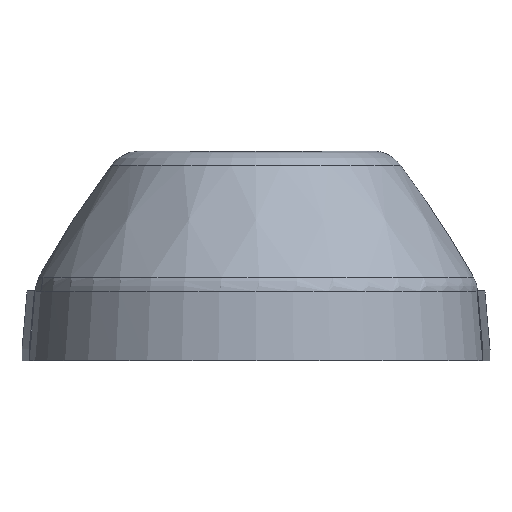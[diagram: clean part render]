
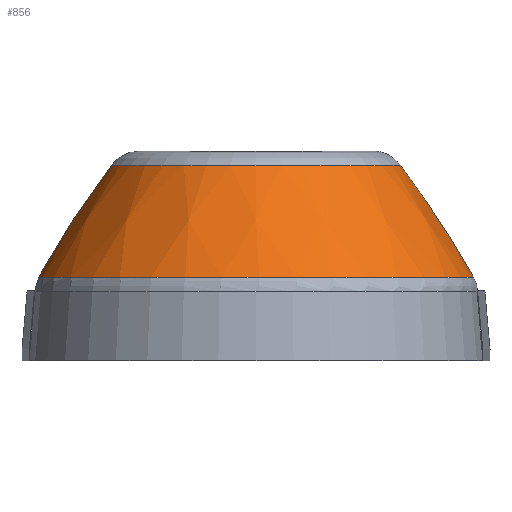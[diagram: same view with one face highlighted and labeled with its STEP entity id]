
A CAD part, front view. The second image highlights one B-rep face of the part: STEP entity #856.
In plain terms, the highlighted free-form (B-spline) face has degree [2, 2] with [3, 9] control points.
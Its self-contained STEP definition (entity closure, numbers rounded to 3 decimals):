
#15=(
BOUNDED_SURFACE()
B_SPLINE_SURFACE(2,2,((#1630,#1631,#1632,#1633,#1634,#1635,#1636,#1637,
#1638),(#1639,#1640,#1641,#1642,#1643,#1644,#1645,#1646,#1647),(#1648,#1649,
#1650,#1651,#1652,#1653,#1654,#1655,#1656)),.UNSPECIFIED.,.F.,.T.,.F.)
B_SPLINE_SURFACE_WITH_KNOTS((3,3),(3,2,2,2,3),(-0.641,-0.513),
(-3.142,-1.571,0.,1.571,3.142),
 .UNSPECIFIED.)
GEOMETRIC_REPRESENTATION_ITEM()
RATIONAL_B_SPLINE_SURFACE(((1.,0.707,1.,0.707,1.,
0.707,1.,0.707,1.),(0.998,0.706,
0.998,0.706,0.998,0.706,0.998,
0.706,0.998),(1.,0.707,1.,0.707,
1.,0.707,1.,0.707,1.)))
REPRESENTATION_ITEM('')
SURFACE()
);
#59=CIRCLE('',#915,18.644);
#60=CIRCLE('',#916,18.644);
#74=CIRCLE('',#943,12.688);
#75=CIRCLE('',#946,12.688);
#90=CIRCLE('',#967,12.397);
#91=CIRCLE('',#968,12.397);
#93=CIRCLE('',#970,90.);
#153=FACE_OUTER_BOUND('',#206,.T.);
#206=EDGE_LOOP('',(#676,#677,#678,#679,#680,#681,#682,#683,#684,#685,#686,
#687));
#243=B_SPLINE_CURVE_WITH_KNOTS('',3,(#1380,#1381,#1382,#1383,#1384,#1385),
 .UNSPECIFIED.,.F.,.F.,(4,2,4),(-25.813,-25.568,-25.152),
 .UNSPECIFIED.);
#247=B_SPLINE_CURVE_WITH_KNOTS('',3,(#1490,#1491,#1492,#1493,#1494,#1495),
 .UNSPECIFIED.,.F.,.F.,(4,2,4),(-25.813,-25.568,-25.152),
 .UNSPECIFIED.);
#248=B_SPLINE_CURVE_WITH_KNOTS('',3,(#1519,#1520,#1521,#1522,#1523,#1524,
#1525,#1526,#1527,#1528,#1529,#1530,#1531),.UNSPECIFIED.,.F.,.F.,(4,3,3,
3,4),(0.,0.142,0.191,0.33,0.382),
 .UNSPECIFIED.);
#250=B_SPLINE_CURVE_WITH_KNOTS('',3,(#1561,#1562,#1563,#1564,#1565,#1566,
#1567,#1568,#1569,#1570,#1571,#1572,#1573),.UNSPECIFIED.,.F.,.F.,(4,3,3,
3,4),(0.,0.14,0.191,0.333,0.382),
 .UNSPECIFIED.);
#337=VERTEX_POINT('',#1376);
#339=VERTEX_POINT('',#1379);
#346=VERTEX_POINT('',#1408);
#347=VERTEX_POINT('',#1410);
#369=VERTEX_POINT('',#1489);
#373=VERTEX_POINT('',#1506);
#374=VERTEX_POINT('',#1517);
#375=VERTEX_POINT('',#1518);
#390=VERTEX_POINT('',#1625);
#391=VERTEX_POINT('',#1626);
#427=EDGE_CURVE('',#337,#339,#243,.T.);
#436=EDGE_CURVE('',#339,#346,#59,.T.);
#437=EDGE_CURVE('',#346,#347,#60,.T.);
#469=EDGE_CURVE('',#369,#347,#247,.T.);
#474=EDGE_CURVE('',#373,#369,#74,.T.);
#476=EDGE_CURVE('',#374,#375,#248,.T.);
#480=EDGE_CURVE('',#337,#374,#75,.T.);
#481=EDGE_CURVE('',#375,#373,#250,.T.);
#499=EDGE_CURVE('',#390,#391,#90,.T.);
#500=EDGE_CURVE('',#391,#390,#91,.T.);
#502=EDGE_CURVE('',#391,#346,#93,.T.);
#676=ORIENTED_EDGE('',*,*,#499,.T.);
#677=ORIENTED_EDGE('',*,*,#502,.T.);
#678=ORIENTED_EDGE('',*,*,#436,.F.);
#679=ORIENTED_EDGE('',*,*,#427,.F.);
#680=ORIENTED_EDGE('',*,*,#480,.T.);
#681=ORIENTED_EDGE('',*,*,#476,.T.);
#682=ORIENTED_EDGE('',*,*,#481,.T.);
#683=ORIENTED_EDGE('',*,*,#474,.T.);
#684=ORIENTED_EDGE('',*,*,#469,.T.);
#685=ORIENTED_EDGE('',*,*,#437,.F.);
#686=ORIENTED_EDGE('',*,*,#502,.F.);
#687=ORIENTED_EDGE('',*,*,#500,.T.);
#856=ADVANCED_FACE('',(#153),#15,.F.);
#915=AXIS2_PLACEMENT_3D('',#1409,#1060,#1061);
#916=AXIS2_PLACEMENT_3D('',#1411,#1062,#1063);
#943=AXIS2_PLACEMENT_3D('',#1507,#1131,#1132);
#946=AXIS2_PLACEMENT_3D('',#1552,#1139,#1140);
#967=AXIS2_PLACEMENT_3D('',#1627,#1183,#1184);
#968=AXIS2_PLACEMENT_3D('',#1628,#1185,#1186);
#970=AXIS2_PLACEMENT_3D('',#1657,#1189,#1190);
#1060=DIRECTION('center_axis',(0.,0.,
-1.));
#1061=DIRECTION('ref_axis',(-1.,0.,0.));
#1062=DIRECTION('center_axis',(0.,0.,
-1.));
#1063=DIRECTION('ref_axis',(-1.,0.,0.));
#1131=DIRECTION('center_axis',(0.,-1.,0.));
#1132=DIRECTION('ref_axis',(-0.37,0.,0.929));
#1139=DIRECTION('center_axis',(0.,-1.,0.));
#1140=DIRECTION('ref_axis',(0.353,0.,0.936));
#1183=DIRECTION('center_axis',(0.,0.,
-1.));
#1184=DIRECTION('ref_axis',(-1.,0.,0.));
#1185=DIRECTION('center_axis',(0.,0.,
-1.));
#1186=DIRECTION('ref_axis',(-1.,0.,0.));
#1189=DIRECTION('center_axis',(0.,1.,0.));
#1190=DIRECTION('ref_axis',(1.,0.,0.));
#1376=CARTESIAN_POINT('',(4.,14.34,13.282));
#1379=CARTESIAN_POINT('',(4.,18.21,7.199));
#1380=CARTESIAN_POINT('Ctrl Pts',(4.,14.34,13.282));
#1381=CARTESIAN_POINT('Ctrl Pts',(4.,14.85,12.553));
#1382=CARTESIAN_POINT('Ctrl Pts',(4.,15.351,11.811));
#1383=CARTESIAN_POINT('Ctrl Pts',(4.,16.67,9.787));
#1384=CARTESIAN_POINT('Ctrl Pts',(4.,17.465,8.489));
#1385=CARTESIAN_POINT('Ctrl Pts',(4.,18.21,7.199));
#1408=CARTESIAN_POINT('',(18.644,0.,7.199));
#1409=CARTESIAN_POINT('Origin',(0.,0.,7.199));
#1410=CARTESIAN_POINT('',(-4.,18.21,7.199));
#1411=CARTESIAN_POINT('Origin',(0.,0.,7.199));
#1489=CARTESIAN_POINT('',(-4.,14.34,13.282));
#1490=CARTESIAN_POINT('Ctrl Pts',(-4.,14.34,13.282));
#1491=CARTESIAN_POINT('Ctrl Pts',(-4.,14.85,12.553));
#1492=CARTESIAN_POINT('Ctrl Pts',(-4.,15.351,11.811));
#1493=CARTESIAN_POINT('Ctrl Pts',(-4.,16.67,9.787));
#1494=CARTESIAN_POINT('Ctrl Pts',(-4.,17.465,8.489));
#1495=CARTESIAN_POINT('Ctrl Pts',(-4.,18.21,7.199));
#1506=CARTESIAN_POINT('',(-3.78,14.34,13.367));
#1507=CARTESIAN_POINT('Origin',(0.7,14.34,1.497));
#1517=CARTESIAN_POINT('',(3.78,14.34,13.367));
#1518=CARTESIAN_POINT('',(0.,14.74,13.5));
#1519=CARTESIAN_POINT('Ctrl Pts',(3.78,14.34,13.367));
#1520=CARTESIAN_POINT('Ctrl Pts',(3.32,14.45,13.384));
#1521=CARTESIAN_POINT('Ctrl Pts',(2.856,14.537,13.4));
#1522=CARTESIAN_POINT('Ctrl Pts',(2.389,14.602,13.416));
#1523=CARTESIAN_POINT('Ctrl Pts',(2.227,14.625,13.422));
#1524=CARTESIAN_POINT('Ctrl Pts',(2.065,14.645,13.428));
#1525=CARTESIAN_POINT('Ctrl Pts',(1.903,14.662,13.433));
#1526=CARTESIAN_POINT('Ctrl Pts',(1.44,14.711,13.45));
#1527=CARTESIAN_POINT('Ctrl Pts',(0.976,14.738,13.466));
#1528=CARTESIAN_POINT('Ctrl Pts',(0.512,14.743,13.482));
#1529=CARTESIAN_POINT('Ctrl Pts',(0.341,14.745,13.488));
#1530=CARTESIAN_POINT('Ctrl Pts',(0.171,14.744,13.494));
#1531=CARTESIAN_POINT('Ctrl Pts',(0.,14.74,
13.5));
#1552=CARTESIAN_POINT('Origin',(-0.7,14.34,1.497));
#1561=CARTESIAN_POINT('Ctrl Pts',(0.,14.74,
13.5));
#1562=CARTESIAN_POINT('Ctrl Pts',(-0.465,14.751,13.484));
#1563=CARTESIAN_POINT('Ctrl Pts',(-0.929,14.74,13.467));
#1564=CARTESIAN_POINT('Ctrl Pts',(-1.393,14.707,13.451));
#1565=CARTESIAN_POINT('Ctrl Pts',(-1.563,14.695,13.445));
#1566=CARTESIAN_POINT('Ctrl Pts',(-1.733,14.68,13.439));
#1567=CARTESIAN_POINT('Ctrl Pts',(-1.903,14.662,13.433));
#1568=CARTESIAN_POINT('Ctrl Pts',(-2.372,14.612,13.417));
#1569=CARTESIAN_POINT('Ctrl Pts',(-2.839,14.54,13.401));
#1570=CARTESIAN_POINT('Ctrl Pts',(-3.302,14.446,13.384));
#1571=CARTESIAN_POINT('Ctrl Pts',(-3.461,14.413,13.379));
#1572=CARTESIAN_POINT('Ctrl Pts',(-3.621,14.378,13.373));
#1573=CARTESIAN_POINT('Ctrl Pts',(-3.78,14.34,13.367));
#1625=CARTESIAN_POINT('',(-12.397,0.,16.793));
#1626=CARTESIAN_POINT('',(12.397,0.,16.793));
#1627=CARTESIAN_POINT('Origin',(0.,0.,16.793));
#1628=CARTESIAN_POINT('Origin',(0.,0.,16.793));
#1630=CARTESIAN_POINT('Ctrl Pts',(12.397,0.,
16.793));
#1631=CARTESIAN_POINT('Ctrl Pts',(12.397,-12.397,16.793));
#1632=CARTESIAN_POINT('Ctrl Pts',(0.,-12.397,
16.793));
#1633=CARTESIAN_POINT('Ctrl Pts',(-12.397,-12.397,16.793));
#1634=CARTESIAN_POINT('Ctrl Pts',(-12.397,0.,
16.793));
#1635=CARTESIAN_POINT('Ctrl Pts',(-12.397,12.397,16.793));
#1636=CARTESIAN_POINT('Ctrl Pts',(0.,12.397,
16.793));
#1637=CARTESIAN_POINT('Ctrl Pts',(12.397,12.397,16.793));
#1638=CARTESIAN_POINT('Ctrl Pts',(12.397,0.,
16.793));
#1639=CARTESIAN_POINT('Ctrl Pts',(15.826,0.,
12.195));
#1640=CARTESIAN_POINT('Ctrl Pts',(15.826,-15.826,12.195));
#1641=CARTESIAN_POINT('Ctrl Pts',(0.,-15.826,
12.195));
#1642=CARTESIAN_POINT('Ctrl Pts',(-15.826,-15.826,12.195));
#1643=CARTESIAN_POINT('Ctrl Pts',(-15.826,0.,
12.195));
#1644=CARTESIAN_POINT('Ctrl Pts',(-15.826,15.826,12.195));
#1645=CARTESIAN_POINT('Ctrl Pts',(0.,15.826,
12.195));
#1646=CARTESIAN_POINT('Ctrl Pts',(15.826,15.826,12.195));
#1647=CARTESIAN_POINT('Ctrl Pts',(15.826,0.,
12.195));
#1648=CARTESIAN_POINT('Ctrl Pts',(18.644,0.,
7.199));
#1649=CARTESIAN_POINT('Ctrl Pts',(18.644,-18.644,7.199));
#1650=CARTESIAN_POINT('Ctrl Pts',(0.,-18.644,
7.199));
#1651=CARTESIAN_POINT('Ctrl Pts',(-18.644,-18.644,7.199));
#1652=CARTESIAN_POINT('Ctrl Pts',(-18.644,0.,
7.199));
#1653=CARTESIAN_POINT('Ctrl Pts',(-18.644,18.644,7.199));
#1654=CARTESIAN_POINT('Ctrl Pts',(0.,18.644,
7.199));
#1655=CARTESIAN_POINT('Ctrl Pts',(18.644,18.644,7.199));
#1656=CARTESIAN_POINT('Ctrl Pts',(18.644,0.,
7.199));
#1657=CARTESIAN_POINT('Origin',(-59.75,0.,
-37.01));
